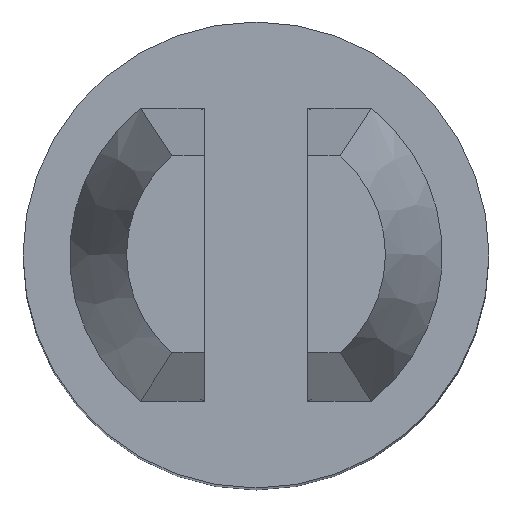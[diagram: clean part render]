
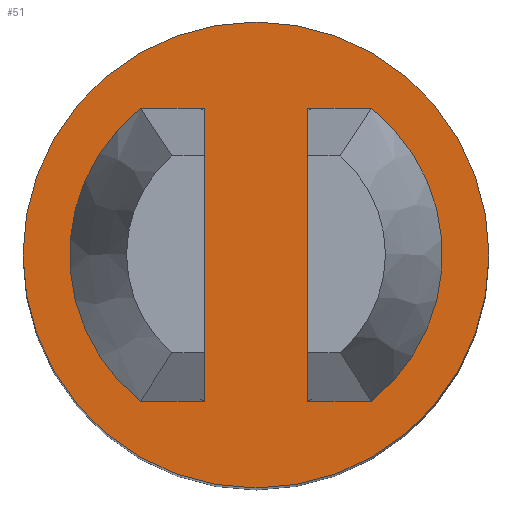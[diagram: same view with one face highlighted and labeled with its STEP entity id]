
A CAD part, top view. The second image highlights one B-rep face of the part: STEP entity #51.
In plain terms, the highlighted planar face has unit normal (0, 0, 1).
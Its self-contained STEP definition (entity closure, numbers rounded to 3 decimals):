
#51 = ADVANCED_FACE( '', ( #119, #120, #121 ), #122, .F. );
#119 = FACE_BOUND( '', #206, .T. );
#120 = FACE_BOUND( '', #207, .T. );
#121 = FACE_OUTER_BOUND( '', #208, .T. );
#122 = PLANE( '', #209 );
#206 = EDGE_LOOP( '', ( #292, #293 ) );
#207 = EDGE_LOOP( '', ( #294, #295 ) );
#208 = EDGE_LOOP( '', ( #296 ) );
#209 = AXIS2_PLACEMENT_3D( '', #297, #298, #299 );
#292 = ORIENTED_EDGE( '', *, *, #493, .T. );
#293 = ORIENTED_EDGE( '', *, *, #494, .T. );
#294 = ORIENTED_EDGE( '', *, *, #495, .T. );
#295 = ORIENTED_EDGE( '', *, *, #496, .F. );
#296 = ORIENTED_EDGE( '', *, *, #497, .F. );
#297 = CARTESIAN_POINT( '', ( -1.5, 0., 5.55 ) );
#298 = DIRECTION( '', ( 0., 0., -1. ) );
#299 = DIRECTION( '', ( -1., 0., 0. ) );
#493 = EDGE_CURVE( '', #574, #575, #576, .T. );
#494 = EDGE_CURVE( '', #575, #574, #577, .T. );
#495 = EDGE_CURVE( '', #578, #579, #580, .T. );
#496 = EDGE_CURVE( '', #578, #579, #581, .T. );
#497 = EDGE_CURVE( '', #582, #582, #583, .T. );
#574 = VERTEX_POINT( '', #687 );
#575 = VERTEX_POINT( '', #688 );
#576 = LINE( '', #689, #690 );
#577 = CIRCLE( '', #691, 1.5 );
#578 = VERTEX_POINT( '', #692 );
#579 = VERTEX_POINT( '', #693 );
#580 = CIRCLE( '', #694, 1.5 );
#581 = LINE( '', #695, #696 );
#582 = VERTEX_POINT( '', #697 );
#583 = CIRCLE( '', #698, 2.25 );
#687 = CARTESIAN_POINT( '', ( 0.5, -1.414, 5.55 ) );
#688 = CARTESIAN_POINT( '', ( 0.5, 1.414, 5.55 ) );
#689 = CARTESIAN_POINT( '', ( 0.5, -2.25, 5.55 ) );
#690 = VECTOR( '', #866, 1000. );
#691 = AXIS2_PLACEMENT_3D( '', #867, #868, #869 );
#692 = CARTESIAN_POINT( '', ( -0.5, -1.414, 5.55 ) );
#693 = CARTESIAN_POINT( '', ( -0.5, 1.414, 5.55 ) );
#694 = AXIS2_PLACEMENT_3D( '', #870, #871, #872 );
#695 = CARTESIAN_POINT( '', ( -0.5, -2.25, 5.55 ) );
#696 = VECTOR( '', #873, 1000. );
#697 = CARTESIAN_POINT( '', ( -2.25, 0., 5.55 ) );
#698 = AXIS2_PLACEMENT_3D( '', #874, #875, #876 );
#866 = DIRECTION( '', ( 0., 1., 0. ) );
#867 = CARTESIAN_POINT( '', ( 0., 0., 5.55 ) );
#868 = DIRECTION( '', ( 0., 0., -1. ) );
#869 = DIRECTION( '', ( -1., 0., 0. ) );
#870 = CARTESIAN_POINT( '', ( 0., 0., 5.55 ) );
#871 = DIRECTION( '', ( 0., 0., -1. ) );
#872 = DIRECTION( '', ( -1., 0., 0. ) );
#873 = DIRECTION( '', ( 0., 1., 0. ) );
#874 = CARTESIAN_POINT( '', ( 0., 0., 5.55 ) );
#875 = DIRECTION( '', ( 0., 0., -1. ) );
#876 = DIRECTION( '', ( -1., 0., 0. ) );
